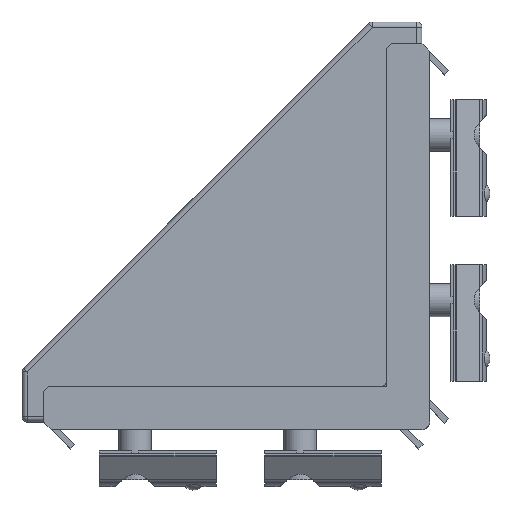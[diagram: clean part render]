
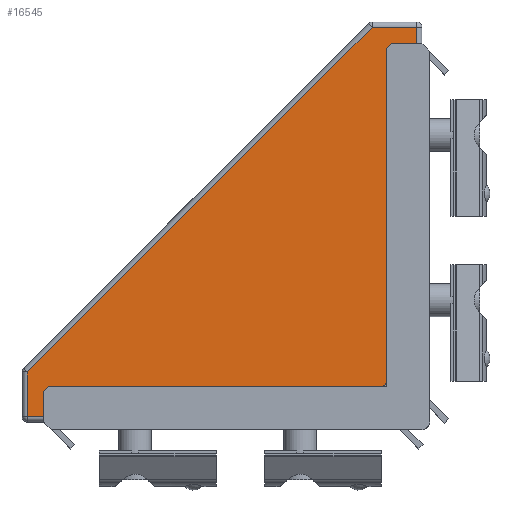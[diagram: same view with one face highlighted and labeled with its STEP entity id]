
A CAD part, top view. The second image highlights one B-rep face of the part: STEP entity #16545.
In plain terms, the highlighted planar face has unit normal (0, 0, 1).
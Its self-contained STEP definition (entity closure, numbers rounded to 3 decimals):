
#9431=ORIENTED_EDGE('',*,*,#12579,.F.);
#9432=ORIENTED_EDGE('',*,*,#12580,.T.);
#9433=ORIENTED_EDGE('',*,*,#12581,.T.);
#9434=ORIENTED_EDGE('',*,*,#12582,.F.);
#9435=ORIENTED_EDGE('',*,*,#12583,.F.);
#9436=ORIENTED_EDGE('',*,*,#12584,.T.);
#9437=ORIENTED_EDGE('',*,*,#12585,.T.);
#9438=ORIENTED_EDGE('',*,*,#12586,.F.);
#9439=ORIENTED_EDGE('',*,*,#12587,.F.);
#9440=ORIENTED_EDGE('',*,*,#12588,.F.);
#9441=ORIENTED_EDGE('',*,*,#12589,.F.);
#10755=VECTOR('',#14480,1.);
#10756=VECTOR('',#14481,1.);
#10757=VECTOR('',#14482,1.);
#10758=VECTOR('',#14483,1.);
#10759=VECTOR('',#14484,1.);
#10760=VECTOR('',#14485,1.);
#10761=VECTOR('',#14486,1.);
#10762=VECTOR('',#14487,1.);
#10763=VECTOR('',#14488,1.);
#10764=VECTOR('',#14489,1.);
#10765=VECTOR('',#14490,1.);
#11384=LINE('',#17451,#10755);
#11385=LINE('',#17453,#10756);
#11386=LINE('',#17455,#10757);
#11387=LINE('',#17457,#10758);
#11388=LINE('',#17459,#10759);
#11389=LINE('',#17461,#10760);
#11390=LINE('',#17463,#10761);
#11391=LINE('',#17465,#10762);
#11392=LINE('',#17467,#10763);
#11393=LINE('',#17469,#10764);
#11394=LINE('',#17470,#10765);
#11915=VERTEX_POINT('',#17449);
#11916=VERTEX_POINT('',#17450);
#11917=VERTEX_POINT('',#17452);
#11918=VERTEX_POINT('',#17454);
#11919=VERTEX_POINT('',#17456);
#11920=VERTEX_POINT('',#17458);
#11921=VERTEX_POINT('',#17460);
#11922=VERTEX_POINT('',#17462);
#11923=VERTEX_POINT('',#17464);
#11924=VERTEX_POINT('',#17466);
#11925=VERTEX_POINT('',#17468);
#12579=EDGE_CURVE('',#11915,#11916,#11384,.T.);
#12580=EDGE_CURVE('',#11915,#11917,#11385,.T.);
#12581=EDGE_CURVE('',#11917,#11918,#11386,.T.);
#12582=EDGE_CURVE('',#11919,#11918,#11387,.T.);
#12583=EDGE_CURVE('',#11920,#11919,#11388,.T.);
#12584=EDGE_CURVE('',#11920,#11921,#11389,.T.);
#12585=EDGE_CURVE('',#11921,#11922,#11390,.T.);
#12586=EDGE_CURVE('',#11923,#11922,#11391,.T.);
#12587=EDGE_CURVE('',#11924,#11923,#11392,.T.);
#12588=EDGE_CURVE('',#11925,#11924,#11393,.T.);
#12589=EDGE_CURVE('',#11916,#11925,#11394,.T.);
#13214=EDGE_LOOP('',(#9431,#9432,#9433,#9434,#9435,#9436,#9437,#9438,#9439,
#9440,#9441));
#13625=FACE_BOUND('',#13214,.T.);
#14478=DIRECTION('',(0.,0.,1.));
#14479=DIRECTION('',(0.,-1.,0.));
#14480=DIRECTION('',(-2.293,2.293,0.));
#14481=DIRECTION('',(3.536,3.536,0.));
#14482=DIRECTION('',(1.414,0.,0.));
#14483=DIRECTION('',(-47.023,47.023,0.));
#14484=DIRECTION('',(-47.023,-47.023,0.));
#14485=DIRECTION('',(1.414,0.,0.));
#14486=DIRECTION('',(3.536,-3.536,0.));
#14487=DIRECTION('',(-2.293,-2.293,0.));
#14488=DIRECTION('',(6.243,-6.243,0.));
#14489=DIRECTION('',(96.045,0.,0.));
#14490=DIRECTION('',(6.243,6.243,0.));
#15763=AXIS2_PLACEMENT_3D('',#17448,#14478,#14479);
#16292=PLANE('',#15763);
#16545=ADVANCED_FACE('',(#13625),#16292,.T.);
#17448=CARTESIAN_POINT('',(0.,0.,38.));
#17449=CARTESIAN_POINT('',(-3.536,-3.536,38.));
#17450=CARTESIAN_POINT('',(-5.828,-1.243,38.));
#17451=CARTESIAN_POINT('',(-3.536,-3.536,38.));
#17452=CARTESIAN_POINT('',(0.,0.,38.));
#17453=CARTESIAN_POINT('',(-3.536,-3.536,38.));
#17454=CARTESIAN_POINT('',(1.414,0.,38.));
#17455=CARTESIAN_POINT('',(0.,0.,38.));
#17456=CARTESIAN_POINT('',(48.437,-47.023,38.));
#17457=CARTESIAN_POINT('',(48.437,-47.023,38.));
#17458=CARTESIAN_POINT('',(95.459,0.,38.));
#17459=CARTESIAN_POINT('',(95.459,0.,38.));
#17460=CARTESIAN_POINT('',(96.874,0.,38.));
#17461=CARTESIAN_POINT('',(95.459,0.,38.));
#17462=CARTESIAN_POINT('',(100.409,-3.536,38.));
#17463=CARTESIAN_POINT('',(96.874,0.,38.));
#17464=CARTESIAN_POINT('',(102.702,-1.243,38.));
#17465=CARTESIAN_POINT('',(102.702,-1.243,38.));
#17466=CARTESIAN_POINT('',(96.459,5.,38.));
#17467=CARTESIAN_POINT('',(96.459,5.,38.));
#17468=CARTESIAN_POINT('',(0.414,5.,38.));
#17469=CARTESIAN_POINT('',(0.414,5.,38.));
#17470=CARTESIAN_POINT('',(-5.828,-1.243,38.));
